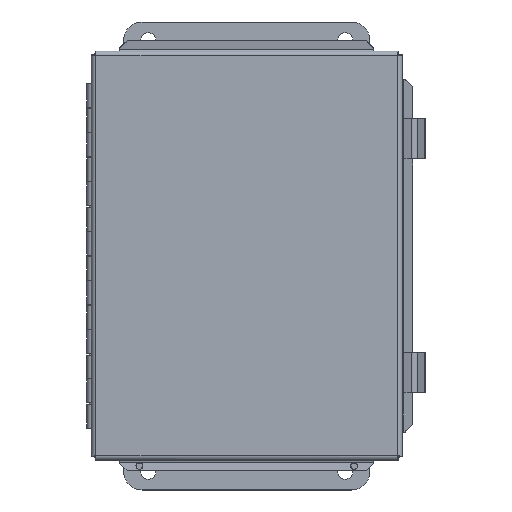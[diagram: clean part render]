
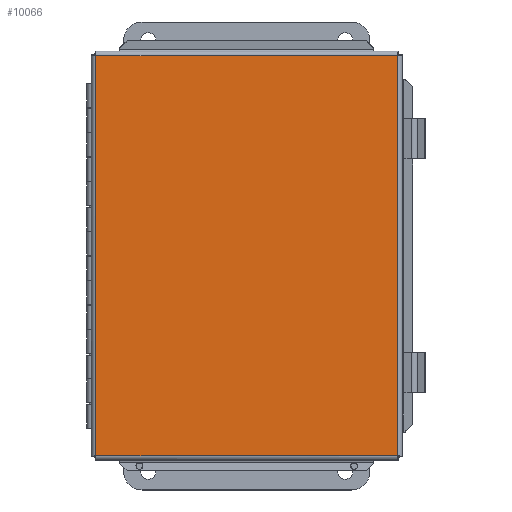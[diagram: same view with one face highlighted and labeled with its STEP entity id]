
A CAD part, top view. The second image highlights one B-rep face of the part: STEP entity #10066.
In plain terms, the highlighted face is planar.
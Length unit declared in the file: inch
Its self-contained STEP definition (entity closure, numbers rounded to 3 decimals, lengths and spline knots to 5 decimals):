
#9385=CARTESIAN_POINT('',(6.21675,0.09325,0.));
#9386=VERTEX_POINT('',#9385);
#9397=CARTESIAN_POINT('',(6.21675,8.21675,0.));
#9398=VERTEX_POINT('',#9397);
#9399=CARTESIAN_POINT('',(6.21675,8.21675,0.));
#9400=DIRECTION('',(0.0,-1.0,0.0));
#9401=VECTOR('',#9400,8.1235);
#9402=LINE('',#9399,#9401);
#9403=EDGE_CURVE('',#9398,#9386,#9402,.T.);
#9563=CARTESIAN_POINT('',(0.09325,0.09325,0.));
#9564=VERTEX_POINT('',#9563);
#9575=CARTESIAN_POINT('',(6.21675,0.09325,0.));
#9576=DIRECTION('',(-1.0,0.0,0.0));
#9577=VECTOR('',#9576,6.1235);
#9578=LINE('',#9575,#9577);
#9579=EDGE_CURVE('',#9386,#9564,#9578,.T.);
#9732=CARTESIAN_POINT('',(0.09325,8.21675,0.));
#9733=VERTEX_POINT('',#9732);
#9744=CARTESIAN_POINT('',(0.09325,0.09325,0.));
#9745=DIRECTION('',(0.0,1.0,0.0));
#9746=VECTOR('',#9745,8.1235);
#9747=LINE('',#9744,#9746);
#9748=EDGE_CURVE('',#9564,#9733,#9747,.T.);
#9911=CARTESIAN_POINT('',(0.09325,8.21675,0.));
#9912=DIRECTION('',(1.0,0.0,0.0));
#9913=VECTOR('',#9912,6.1235);
#9914=LINE('',#9911,#9913);
#9915=EDGE_CURVE('',#9733,#9398,#9914,.T.);
#10055=CARTESIAN_POINT('',(3.155,4.155,0.));
#10056=DIRECTION('',(0.0,0.0,1.0));
#10057=DIRECTION('',(1.0,0.0,0.0));
#10058=AXIS2_PLACEMENT_3D('',#10055,#10056,#10057);
#10059=PLANE('',#10058);
#10060=ORIENTED_EDGE('',*,*,#9403,.T.);
#10061=ORIENTED_EDGE('',*,*,#9579,.T.);
#10062=ORIENTED_EDGE('',*,*,#9748,.T.);
#10063=ORIENTED_EDGE('',*,*,#9915,.T.);
#10064=EDGE_LOOP('',(#10060,#10061,#10062,#10063));
#10065=FACE_OUTER_BOUND('',#10064,.T.);
#10066=ADVANCED_FACE('',(#10065),#10059,.F.);
